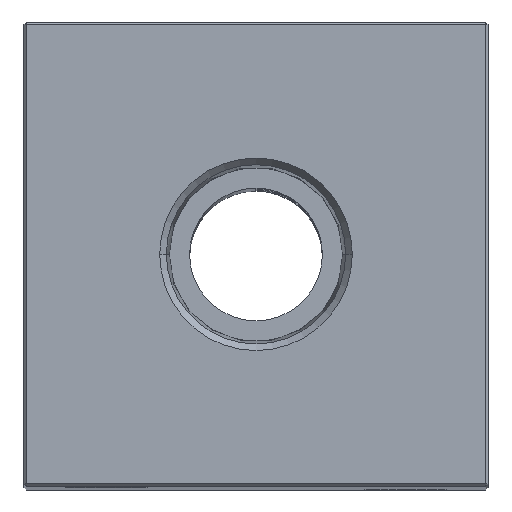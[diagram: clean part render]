
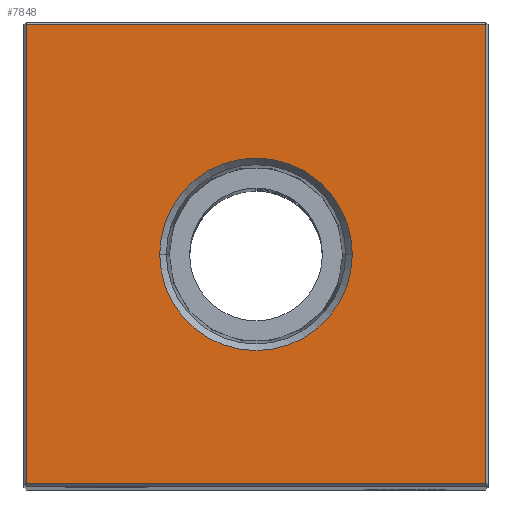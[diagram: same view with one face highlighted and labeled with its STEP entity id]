
A CAD part, top view. The second image highlights one B-rep face of the part: STEP entity #7848.
In plain terms, the highlighted planar face has unit normal (0, 0, 1).
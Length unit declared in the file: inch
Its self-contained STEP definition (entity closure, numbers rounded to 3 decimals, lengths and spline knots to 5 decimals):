
#110 = ORIENTED_EDGE ( 'NONE', *, *, #1581, .F. ) ;
#408 = CARTESIAN_POINT ( 'NONE',  ( 0.865, 0., 7.25 ) ) ;
#1153 = EDGE_CURVE ( 'NONE', #16059, #15909, #3328, .T. ) ;
#1180 = EDGE_CURVE ( 'NONE', #15909, #5539, #8957, .T. ) ;
#1340 = EDGE_CURVE ( 'NONE', #5539, #8028, #22697, .T. ) ;
#1373 = EDGE_CURVE ( 'NONE', #8028, #16059, #8229, .T. ) ;
#1581 = EDGE_CURVE ( 'NONE', #22408, #29105, #31130, .T. ) ;
#3328 = LINE ( 'NONE', #13303, #11729 ) ;
#3432 = FACE_BOUND ( 'NONE', #11161, .T. ) ;
#3762 = DIRECTION ( 'NONE',  ( -1., 0., 0. ) ) ;
#4500 = DIRECTION ( 'NONE',  ( 0., 0., 1. ) ) ;
#5539 = VERTEX_POINT ( 'NONE', #7225 ) ;
#6193 = CARTESIAN_POINT ( 'NONE',  ( 0.865, 0.865, 7.25 ) ) ;
#7225 = CARTESIAN_POINT ( 'NONE',  ( 0.865, -0.865, 7.25 ) ) ;
#7767 = CARTESIAN_POINT ( 'NONE',  ( 0., 0., 7.25 ) ) ;
#7848 = ADVANCED_FACE ( 'NONE', ( #25540, #3432 ), #13396, .F. ) ;
#8028 = VERTEX_POINT ( 'NONE', #6193 ) ;
#8229 = LINE ( 'NONE', #18034, #9186 ) ;
#8957 = LINE ( 'NONE', #18755, #28566 ) ;
#9047 = CIRCLE ( 'NONE', #26943, 0.3626 ) ;
#9186 = VECTOR ( 'NONE', #27769, 39.37008 ) ;
#10515 = DIRECTION ( 'NONE',  ( 0., 1., 0. ) ) ;
#11161 = EDGE_LOOP ( 'NONE', ( #110, #15950 ) ) ;
#11729 = VECTOR ( 'NONE', #23093, 39.37008 ) ;
#12182 = CARTESIAN_POINT ( 'NONE',  ( -0.3626, 0., 7.25 ) ) ;
#12185 = ORIENTED_EDGE ( 'NONE', *, *, #1153, .T. ) ;
#12741 = VECTOR ( 'NONE', #10515, 39.37008 ) ;
#13303 = CARTESIAN_POINT ( 'NONE',  ( -0.865, 0., 7.25 ) ) ;
#13384 = EDGE_LOOP ( 'NONE', ( #12185, #29250, #14732, #27028 ) ) ;
#13396 = PLANE ( 'NONE',  #30954 ) ;
#14011 = CARTESIAN_POINT ( 'NONE',  ( -0.865, -0.865, 7.25 ) ) ;
#14418 = DIRECTION ( 'NONE',  ( 1., 0., 0. ) ) ;
#14644 = CARTESIAN_POINT ( 'NONE',  ( 0.3626, 0., 7.25 ) ) ;
#14732 = ORIENTED_EDGE ( 'NONE', *, *, #1340, .T. ) ;
#15909 = VERTEX_POINT ( 'NONE', #14011 ) ;
#15950 = ORIENTED_EDGE ( 'NONE', *, *, #22195, .F. ) ;
#16059 = VERTEX_POINT ( 'NONE', #31738 ) ;
#16127 = CARTESIAN_POINT ( 'NONE',  ( 0., 0., 7.25 ) ) ;
#17372 = AXIS2_PLACEMENT_3D ( 'NONE', #26556, #4500, #14418 ) ;
#17564 = DIRECTION ( 'NONE',  ( 0., 0., 1. ) ) ;
#18034 = CARTESIAN_POINT ( 'NONE',  ( 0., 0.865, 7.25 ) ) ;
#18755 = CARTESIAN_POINT ( 'NONE',  ( 0., -0.865, 7.25 ) ) ;
#22195 = EDGE_CURVE ( 'NONE', #29105, #22408, #9047, .T. ) ;
#22408 = VERTEX_POINT ( 'NONE', #14644 ) ;
#22697 = LINE ( 'NONE', #408, #12741 ) ;
#23093 = DIRECTION ( 'NONE',  ( 0., -1., 0. ) ) ;
#25540 = FACE_OUTER_BOUND ( 'NONE', #13384, .T. ) ;
#25853 = DIRECTION ( 'NONE',  ( 0., 0., -1. ) ) ;
#26556 = CARTESIAN_POINT ( 'NONE',  ( 0., 0., 7.25 ) ) ;
#26943 = AXIS2_PLACEMENT_3D ( 'NONE', #7767, #17564, #27306 ) ;
#27028 = ORIENTED_EDGE ( 'NONE', *, *, #1373, .T. ) ;
#27306 = DIRECTION ( 'NONE',  ( 1., 0., 0. ) ) ;
#27769 = DIRECTION ( 'NONE',  ( -1., 0., 0. ) ) ;
#28483 = DIRECTION ( 'NONE',  ( 1., 0., 0. ) ) ;
#28566 = VECTOR ( 'NONE', #28483, 39.37008 ) ;
#29105 = VERTEX_POINT ( 'NONE', #12182 ) ;
#29250 = ORIENTED_EDGE ( 'NONE', *, *, #1180, .T. ) ;
#30954 = AXIS2_PLACEMENT_3D ( 'NONE', #16127, #25853, #3762 ) ;
#31130 = CIRCLE ( 'NONE', #17372, 0.3626 ) ;
#31738 = CARTESIAN_POINT ( 'NONE',  ( -0.865, 0.865, 7.25 ) ) ;
